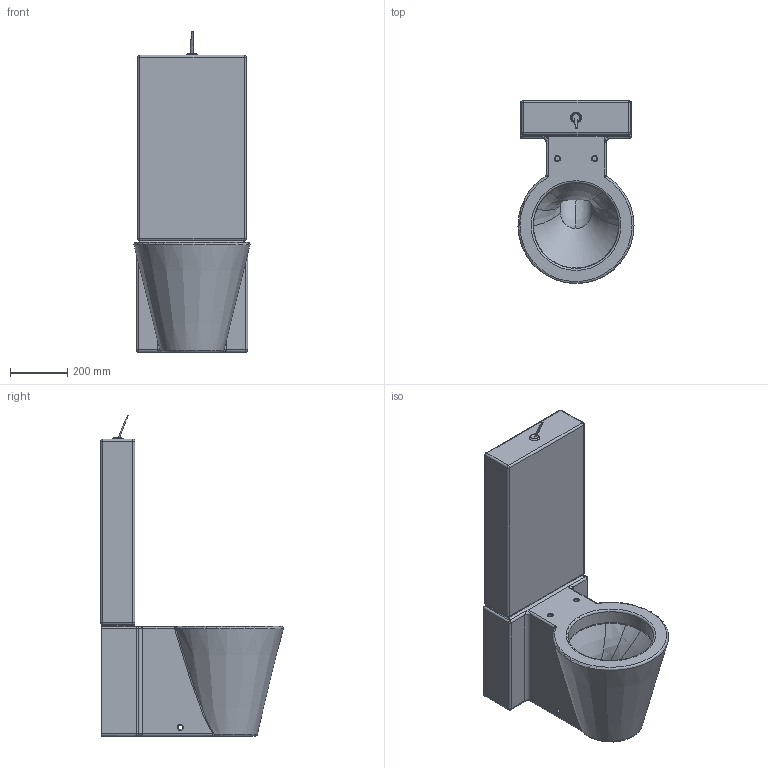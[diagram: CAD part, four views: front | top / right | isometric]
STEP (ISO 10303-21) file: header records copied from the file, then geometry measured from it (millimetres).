
FILE_DESCRIPTION((''),'2;1');
FILE_NAME('02330900.stp','2007-02-10T15:53:07',('Huebner'),(''),'Autodesk Inventor 11','Autodesk Inventor 11','');
FILE_SCHEMA(('AUTOMOTIVE_DESIGN { 1 0 10303 214 1 1 1 1 }'));
Length unit declared in the file: millimetre
Products named in the file (6): 02330900; 023309_5; 872700; Spülkastenstopfen; Griff_Starckneu_2
Assembly tree (5 placements, depth 3):
  02330900
    023309_5
    872700
      872700
      Spülkastenstopfen
      Griff_Starckneu_2
Bounding box: 406.08 x 640.06 x 1123.46 mm (x, y, z)
Volume: 68339908.8 mm3; surface area: 2320201.8 mm2
Topology: 4 solids, 4 shells, 225 faces, 543 edges, 302 vertices
Faces by surface type: cylinder 76, bspline 67, plane 50, torus 20, sphere 10, cone 2
Full cylindrical faces by diameter (mm): 15 x4, 20 x1, 25 x2, 60 x1, 82 x1, 90 x1, 91.135 x1, 102 x1, 300 x1
Entity records: 43724 total; most frequent: CARTESIAN_POINT 38987, ORIENTED_EDGE 964, DIRECTION 883, EDGE_CURVE 482, AXIS2_PLACEMENT_3D 360, VERTEX_POINT 299, EDGE_LOOP 267, FACE_OUTER_BOUND 225
